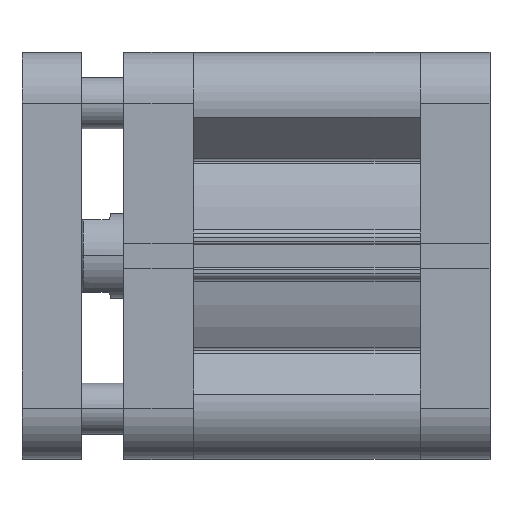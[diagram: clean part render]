
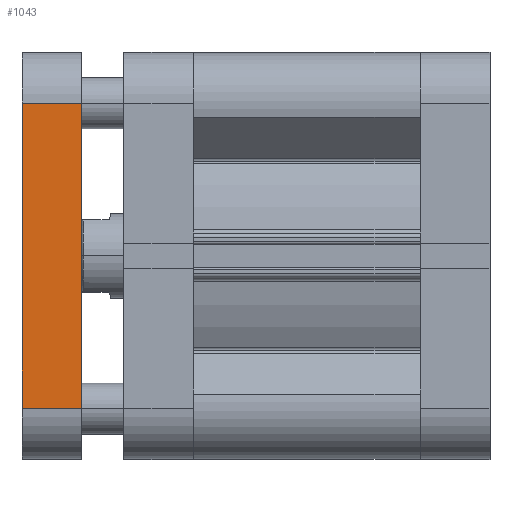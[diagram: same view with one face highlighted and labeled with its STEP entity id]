
A CAD part, top view. The second image highlights one B-rep face of the part: STEP entity #1043.
In plain terms, the highlighted face is planar.
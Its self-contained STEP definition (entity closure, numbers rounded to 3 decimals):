
#41 = EDGE_LOOP ( 'NONE', ( #234, #233, #232, #231 ) ) ;
#231 = ORIENTED_EDGE ( 'NONE', *, *, #8068, .T. ) ;
#232 = ORIENTED_EDGE ( 'NONE', *, *, #8113, .T. ) ;
#233 = ORIENTED_EDGE ( 'NONE', *, *, #8062, .T. ) ;
#234 = ORIENTED_EDGE ( 'NONE', *, *, #6910, .T. ) ;
#1043 = ADVANCED_FACE ( 'NONE', ( #8981 ), #9978, .F. ) ;
#5336 = LINE ( 'NONE', #6389, #5338 ) ;
#5338 = VECTOR ( 'NONE', #6421, 1000. ) ;
#5339 = VECTOR ( 'NONE', #6435, 1000. ) ;
#5349 = LINE ( 'NONE', #6426, #5339 ) ;
#5400 = VECTOR ( 'NONE', #6543, 1000. ) ;
#5416 = LINE ( 'NONE', #6542, #5400 ) ;
#6389 = CARTESIAN_POINT ( 'NONE',  ( 7., -36., -48. ) ) ;
#6421 = DIRECTION ( 'NONE',  ( -1., 0., 0. ) ) ;
#6426 = CARTESIAN_POINT ( 'NONE',  ( -60.882, 36., -48. ) ) ;
#6435 = DIRECTION ( 'NONE',  ( 1., 0., 0. ) ) ;
#6542 = CARTESIAN_POINT ( 'NONE',  ( 7., 0., -48. ) ) ;
#6543 = DIRECTION ( 'NONE',  ( 0., 1., 0. ) ) ;
#6695 = CARTESIAN_POINT ( 'NONE',  ( 21., -36., -48. ) ) ;
#6707 = CARTESIAN_POINT ( 'NONE',  ( 7., -36., -48. ) ) ;
#6709 = CARTESIAN_POINT ( 'NONE',  ( 21., 36., -48. ) ) ;
#6713 = CARTESIAN_POINT ( 'NONE',  ( 7., 36., -48. ) ) ;
#6910 = EDGE_CURVE ( 'NONE', #8291, #8265, #9334, .T. ) ;
#8062 = EDGE_CURVE ( 'NONE', #8265, #8288, #5336, .T. ) ;
#8068 = EDGE_CURVE ( 'NONE', #8374, #8291, #5349, .T. ) ;
#8113 = EDGE_CURVE ( 'NONE', #8288, #8374, #5416, .T. ) ;
#8265 = VERTEX_POINT ( 'NONE', #6695 ) ;
#8288 = VERTEX_POINT ( 'NONE', #6707 ) ;
#8291 = VERTEX_POINT ( 'NONE', #6709 ) ;
#8374 = VERTEX_POINT ( 'NONE', #6713 ) ;
#8490 = AXIS2_PLACEMENT_3D ( 'NONE', #9981, #9987, #9988 ) ;
#8981 = FACE_OUTER_BOUND ( 'NONE', #41, .T. ) ;
#9334 = LINE ( 'NONE', #10753, #9335 ) ;
#9335 = VECTOR ( 'NONE', #10754, 1000. ) ;
#9978 = PLANE ( 'NONE',  #8490 ) ;
#9981 = CARTESIAN_POINT ( 'NONE',  ( -60.882, 0., -48. ) ) ;
#9987 = DIRECTION ( 'NONE',  ( 0., 0., 1. ) ) ;
#9988 = DIRECTION ( 'NONE',  ( 1., 0., 0. ) ) ;
#10753 = CARTESIAN_POINT ( 'NONE',  ( 21., 0., -48. ) ) ;
#10754 = DIRECTION ( 'NONE',  ( 0., -1., 0. ) ) ;
